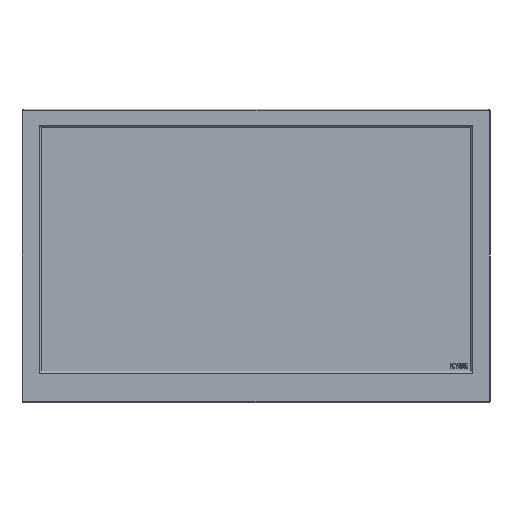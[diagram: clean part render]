
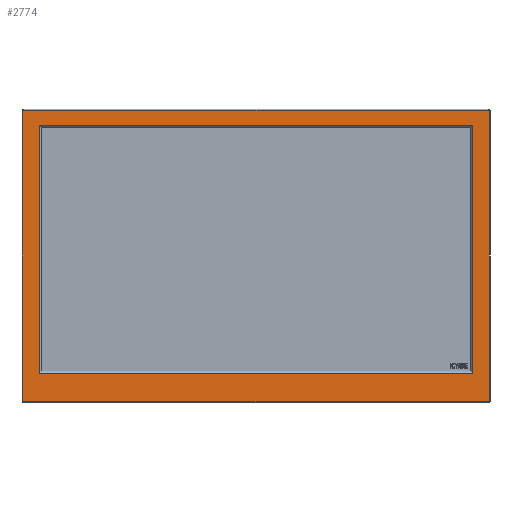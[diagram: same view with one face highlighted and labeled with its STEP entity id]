
A CAD part, front view. The second image highlights one B-rep face of the part: STEP entity #2774.
In plain terms, the highlighted planar face has unit normal (0, -1, 0).
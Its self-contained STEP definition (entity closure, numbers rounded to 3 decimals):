
#70=LINE('',#3839,#175);
#71=LINE('',#3843,#176);
#72=LINE('',#3847,#177);
#73=LINE('',#3851,#178);
#74=LINE('',#3852,#179);
#75=LINE('',#3855,#180);
#76=LINE('',#3857,#181);
#77=LINE('',#3859,#182);
#175=VECTOR('',#3153,1000.);
#176=VECTOR('',#3156,1000.);
#177=VECTOR('',#3159,1000.);
#178=VECTOR('',#3162,1000.);
#179=VECTOR('',#3163,1000.);
#180=VECTOR('',#3164,1000.);
#181=VECTOR('',#3165,1000.);
#182=VECTOR('',#3166,1000.);
#375=PLANE('',#2924);
#534=ORIENTED_EDGE('',*,*,#1084,.T.);
#535=ORIENTED_EDGE('',*,*,#1085,.T.);
#536=ORIENTED_EDGE('',*,*,#1086,.T.);
#537=ORIENTED_EDGE('',*,*,#1087,.T.);
#538=ORIENTED_EDGE('',*,*,#1088,.T.);
#539=ORIENTED_EDGE('',*,*,#1089,.T.);
#540=ORIENTED_EDGE('',*,*,#1090,.T.);
#541=ORIENTED_EDGE('',*,*,#1091,.T.);
#542=ORIENTED_EDGE('',*,*,#1092,.T.);
#543=ORIENTED_EDGE('',*,*,#1093,.T.);
#544=ORIENTED_EDGE('',*,*,#1094,.T.);
#545=ORIENTED_EDGE('',*,*,#1095,.T.);
#1084=EDGE_CURVE('',#1359,#1360,#1474,.F.);
#1085=EDGE_CURVE('',#1360,#1361,#70,.F.);
#1086=EDGE_CURVE('',#1361,#1362,#1475,.F.);
#1087=EDGE_CURVE('',#1362,#1363,#71,.F.);
#1088=EDGE_CURVE('',#1363,#1364,#1476,.F.);
#1089=EDGE_CURVE('',#1364,#1365,#72,.F.);
#1090=EDGE_CURVE('',#1365,#1366,#1477,.F.);
#1091=EDGE_CURVE('',#1366,#1359,#73,.F.);
#1092=EDGE_CURVE('',#1367,#1368,#74,.T.);
#1093=EDGE_CURVE('',#1368,#1369,#75,.T.);
#1094=EDGE_CURVE('',#1369,#1370,#76,.T.);
#1095=EDGE_CURVE('',#1370,#1367,#77,.T.);
#1359=VERTEX_POINT('',#3837);
#1360=VERTEX_POINT('',#3838);
#1361=VERTEX_POINT('',#3840);
#1362=VERTEX_POINT('',#3842);
#1363=VERTEX_POINT('',#3844);
#1364=VERTEX_POINT('',#3846);
#1365=VERTEX_POINT('',#3848);
#1366=VERTEX_POINT('',#3850);
#1367=VERTEX_POINT('',#3853);
#1368=VERTEX_POINT('',#3854);
#1369=VERTEX_POINT('',#3856);
#1370=VERTEX_POINT('',#3858);
#1474=CIRCLE('',#2925,1.);
#1475=CIRCLE('',#2926,1.);
#1476=CIRCLE('',#2927,1.);
#1477=CIRCLE('',#2928,1.);
#1537=EDGE_LOOP('',(#534,#535,#536,#537,#538,#539,#540,#541));
#1538=EDGE_LOOP('',(#542,#543,#544,#545));
#1700=FACE_BOUND('',#1537,.T.);
#1701=FACE_BOUND('',#1538,.T.);
#2774=ADVANCED_FACE('',(#1700,#1701),#375,.F.);
#2924=AXIS2_PLACEMENT_3D('',#3835,#3149,#3150);
#2925=AXIS2_PLACEMENT_3D('',#3836,#3151,#3152);
#2926=AXIS2_PLACEMENT_3D('',#3841,#3154,#3155);
#2927=AXIS2_PLACEMENT_3D('',#3845,#3157,#3158);
#2928=AXIS2_PLACEMENT_3D('',#3849,#3160,#3161);
#3149=DIRECTION('',(0.,1.,0.));
#3150=DIRECTION('',(0.,0.,1.));
#3151=DIRECTION('',(0.,1.,0.));
#3152=DIRECTION('',(0.,0.,1.));
#3153=DIRECTION('',(-1.,0.,0.));
#3154=DIRECTION('',(0.,1.,0.));
#3155=DIRECTION('',(0.,0.,1.));
#3156=DIRECTION('',(0.,0.,-1.));
#3157=DIRECTION('',(0.,1.,0.));
#3158=DIRECTION('',(0.,0.,1.));
#3159=DIRECTION('',(1.,0.,0.));
#3160=DIRECTION('',(0.,1.,0.));
#3161=DIRECTION('',(0.,0.,1.));
#3162=DIRECTION('',(0.,0.,1.));
#3163=DIRECTION('',(0.,0.,-1.));
#3164=DIRECTION('',(-1.,0.,0.));
#3165=DIRECTION('',(0.,0.,1.));
#3166=DIRECTION('',(1.,0.,0.));
#3835=CARTESIAN_POINT('',(0.,-31.7,0.));
#3836=CARTESIAN_POINT('',(-287.3,-31.7,-187.9));
#3837=CARTESIAN_POINT('',(-288.3,-31.7,-187.9));
#3838=CARTESIAN_POINT('',(-287.3,-31.7,-188.9));
#3839=CARTESIAN_POINT('',(287.3,-31.7,-188.9));
#3840=CARTESIAN_POINT('',(287.3,-31.7,-188.9));
#3841=CARTESIAN_POINT('',(287.3,-31.7,-187.9));
#3842=CARTESIAN_POINT('',(288.3,-31.7,-187.9));
#3843=CARTESIAN_POINT('',(288.3,-31.7,170.9));
#3844=CARTESIAN_POINT('',(288.3,-31.7,170.9));
#3845=CARTESIAN_POINT('',(287.3,-31.7,170.9));
#3846=CARTESIAN_POINT('',(287.3,-31.7,171.9));
#3847=CARTESIAN_POINT('',(-287.3,-31.7,171.9));
#3848=CARTESIAN_POINT('',(-287.3,-31.7,171.9));
#3849=CARTESIAN_POINT('',(-287.3,-31.7,170.9));
#3850=CARTESIAN_POINT('',(-288.3,-31.7,170.9));
#3851=CARTESIAN_POINT('',(-288.3,-31.7,-187.9));
#3852=CARTESIAN_POINT('',(268.2,-31.7,0.));
#3853=CARTESIAN_POINT('',(268.2,-31.7,153.45));
#3854=CARTESIAN_POINT('',(268.2,-31.7,-153.45));
#3855=CARTESIAN_POINT('',(0.,-31.7,-153.45));
#3856=CARTESIAN_POINT('',(-268.2,-31.7,-153.45));
#3857=CARTESIAN_POINT('',(-268.2,-31.7,0.));
#3858=CARTESIAN_POINT('',(-268.2,-31.7,153.45));
#3859=CARTESIAN_POINT('',(0.,-31.7,153.45));
